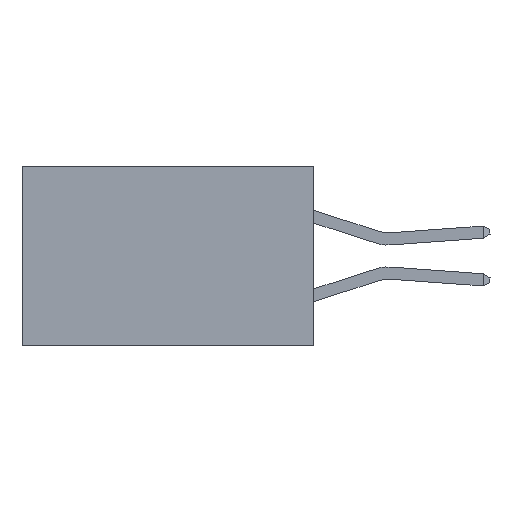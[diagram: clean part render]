
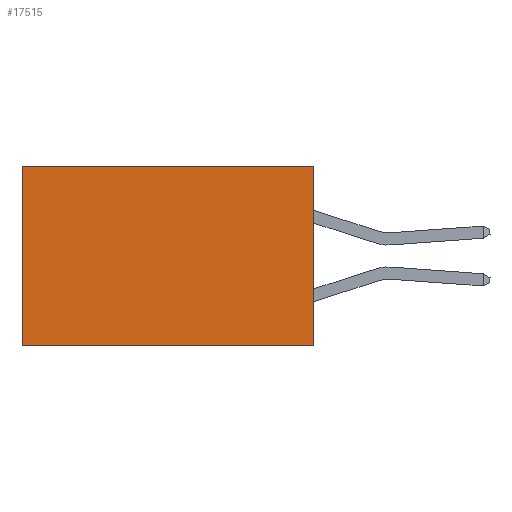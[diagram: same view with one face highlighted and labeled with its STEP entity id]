
A CAD part, left-side view. The second image highlights one B-rep face of the part: STEP entity #17515.
In plain terms, the highlighted planar face has unit normal (-1, 0, 0).
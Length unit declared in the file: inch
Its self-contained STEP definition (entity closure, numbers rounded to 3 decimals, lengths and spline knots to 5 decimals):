
#1683 = EDGE_CURVE ( 'NONE', #10225, #29179, #27562, .T. ) ;
#2846 = DIRECTION ( 'NONE',  ( 1., 0., 0. ) ) ;
#5149 = VECTOR ( 'NONE', #21516, 39.37008 ) ;
#5638 = DIRECTION ( 'NONE',  ( 0., 1., 0. ) ) ;
#6017 = LINE ( 'NONE', #22249, #23912 ) ;
#6312 = EDGE_CURVE ( 'NONE', #18774, #29179, #24963, .T. ) ;
#6648 = LINE ( 'NONE', #20228, #28678 ) ;
#6844 = EDGE_CURVE ( 'NONE', #21094, #10225, #6648, .T. ) ;
#7869 = CARTESIAN_POINT ( 'NONE',  ( 0.2875, 0., -0.37 ) ) ;
#8582 = EDGE_LOOP ( 'NONE', ( #21018, #13413, #8728, #27738 ) ) ;
#8728 = ORIENTED_EDGE ( 'NONE', *, *, #23167, .F. ) ;
#10225 = VERTEX_POINT ( 'NONE', #11775 ) ;
#11775 = CARTESIAN_POINT ( 'NONE',  ( 0.2875, 0.6, 0. ) ) ;
#12085 = CARTESIAN_POINT ( 'NONE',  ( 0.2875, 0.6, 0. ) ) ;
#13413 = ORIENTED_EDGE ( 'NONE', *, *, #6312, .F. ) ;
#16959 = AXIS2_PLACEMENT_3D ( 'NONE', #20110, #2846, #20214 ) ;
#17515 = ADVANCED_FACE ( 'NONE', ( #24365 ), #17553, .F. ) ;
#17553 = PLANE ( 'NONE',  #16959 ) ;
#17698 = VECTOR ( 'NONE', #31179, 39.37008 ) ;
#18774 = VERTEX_POINT ( 'NONE', #7869 ) ;
#20110 = CARTESIAN_POINT ( 'NONE',  ( 0.2875, 0., 0. ) ) ;
#20214 = DIRECTION ( 'NONE',  ( 0., 0., -1. ) ) ;
#20228 = CARTESIAN_POINT ( 'NONE',  ( 0.2875, 0., 0. ) ) ;
#20231 = DIRECTION ( 'NONE',  ( 0., 0., -1. ) ) ;
#21018 = ORIENTED_EDGE ( 'NONE', *, *, #1683, .T. ) ;
#21094 = VERTEX_POINT ( 'NONE', #23177 ) ;
#21516 = DIRECTION ( 'NONE',  ( 0., 1., 0. ) ) ;
#22249 = CARTESIAN_POINT ( 'NONE',  ( 0.2875, 0., 0. ) ) ;
#23167 = EDGE_CURVE ( 'NONE', #21094, #18774, #6017, .T. ) ;
#23177 = CARTESIAN_POINT ( 'NONE',  ( 0.2875, 0., 0. ) ) ;
#23623 = CARTESIAN_POINT ( 'NONE',  ( 0.2875, 0.6, -0.37 ) ) ;
#23912 = VECTOR ( 'NONE', #20231, 39.37008 ) ;
#24365 = FACE_OUTER_BOUND ( 'NONE', #8582, .T. ) ;
#24963 = LINE ( 'NONE', #30647, #5149 ) ;
#27562 = LINE ( 'NONE', #12085, #17698 ) ;
#27738 = ORIENTED_EDGE ( 'NONE', *, *, #6844, .T. ) ;
#28678 = VECTOR ( 'NONE', #5638, 39.37008 ) ;
#29179 = VERTEX_POINT ( 'NONE', #23623 ) ;
#30647 = CARTESIAN_POINT ( 'NONE',  ( 0.2875, 0., -0.37 ) ) ;
#31179 = DIRECTION ( 'NONE',  ( 0., 0., -1. ) ) ;
